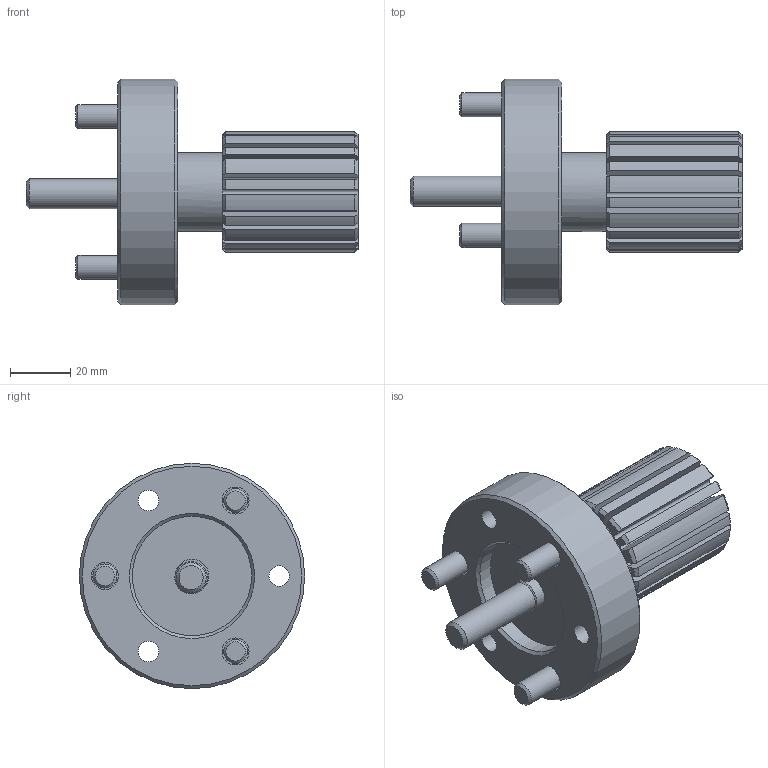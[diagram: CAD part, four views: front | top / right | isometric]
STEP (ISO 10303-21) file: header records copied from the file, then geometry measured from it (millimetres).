
FILE_DESCRIPTION (( 'STEP AP203' ), '1' );
FILE_NAME ('CF-CEP-40.STEP', '2024-11-28T08:30:21', ( '' ), ( '' ), 'SwSTEP 2.0', 'SolidWorks 2020', '' );
FILE_SCHEMA (( 'CONFIG_CONTROL_DESIGN' ));
Length unit declared in the file: millimetre
Products named in the file (4): CF-CEP-40; CF-CEP-40-01000; 圓頭內六角螺栓_M8x25; CF-CEP-40-02000
Assembly tree (5 placements, depth 2):
  CF-CEP-40
    CF-CEP-40-01000
    CF-CEP-40-02000
    圓頭內六角螺栓_M8x25  x3
Bounding box: 110.5 x 75 x 75 mm (x, y, z)
Volume: 132663 mm3; surface area: 43598.2 mm2
Topology: 5 solids, 5 shells, 237 faces, 604 edges, 387 vertices
Faces by surface type: plane 122, cylinder 61, cone 54
Full cylindrical faces by diameter (mm): 6.8 x3, 8 x3, 9 x3, 10 x1, 10.8 x1, 11.1 x1, 13 x3, 14 x3, 26.3 x1, 39.7 x1, 75 x1
Entity records: 6504 total; most frequent: CARTESIAN_POINT 1273, DIRECTION 1002, ORIENTED_EDGE 974, EDGE_CURVE 487, AXIS2_PLACEMENT_3D 390, VERTEX_POINT 329, EDGE_LOOP 242, VECTOR 222
